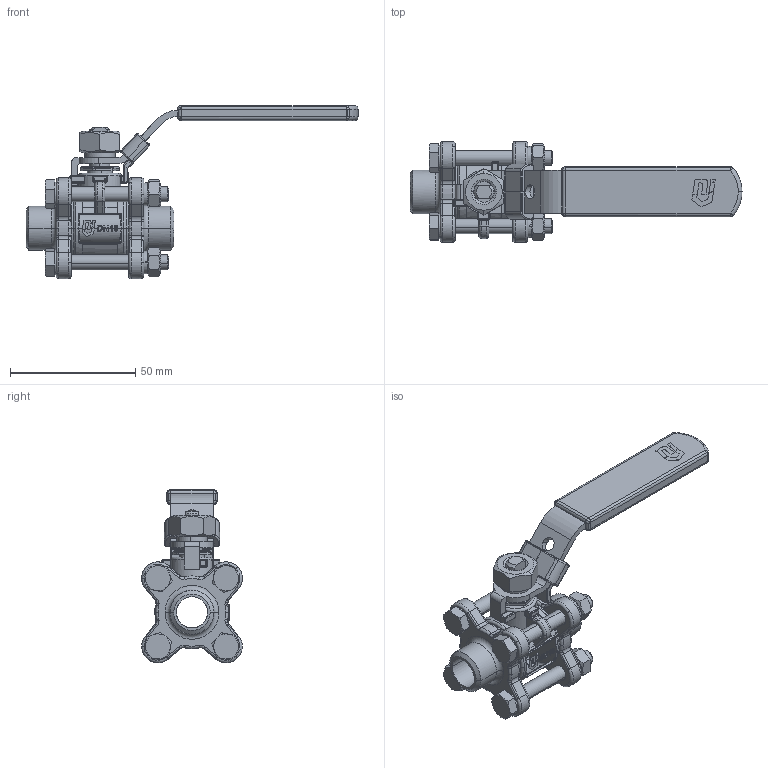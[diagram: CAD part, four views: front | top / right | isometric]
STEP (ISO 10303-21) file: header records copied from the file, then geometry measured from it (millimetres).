
FILE_DESCRIPTION(('HOOPS Exchange Step'),'2;1');
FILE_NAME('GK1701_DN10.stp','2025-12-19T15:47:19+01:00',('nieru'),('Unknown organisation'),'HOOPS Exchange 2024.2','HOOPS Exchange','Unknown authorisation');
FILE_SCHEMA( ('AP203_CONFIGURATION_CONTROLLED_3D_DESIGN_OF_MECHANICAL_PARTS_AND_ASSEMBLIES_MIM_LF') );
Length unit declared in the file: millimetre
Products named in the file (2): 0; root
Assembly tree (1 placements, depth 2):
  root
    0
Bounding box: 132.5 x 40.22 x 69.21 mm (x, y, z)
Volume: 50743.5 mm3; surface area: 36217.9 mm2
Topology: 22 solids, 22 shells, 1315 faces, 3295 edges, 2041 vertices
Faces by surface type: cylinder 428, plane 384, bspline 202, torus 163, cone 86, sphere 52
Entity records: 92700 total; most frequent: CARTESIAN_POINT 65059, ORIENTED_EDGE 6574, DIRECTION 4289, EDGE_CURVE 3287, VERTEX_POINT 2041, AXIS2_PLACEMENT_3D 1479, B_SPLINE_CURVE_WITH_KNOTS 1446, EDGE_LOOP 1380
